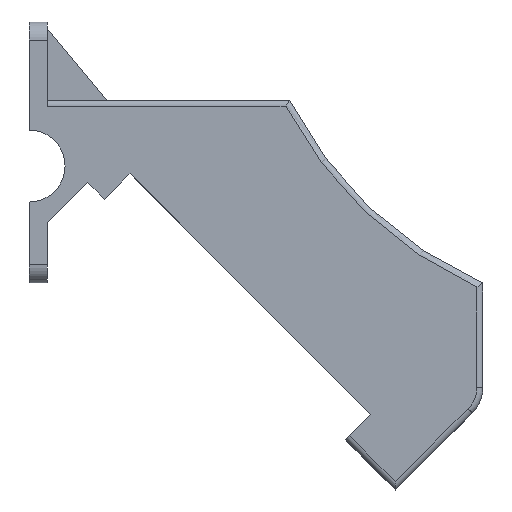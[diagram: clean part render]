
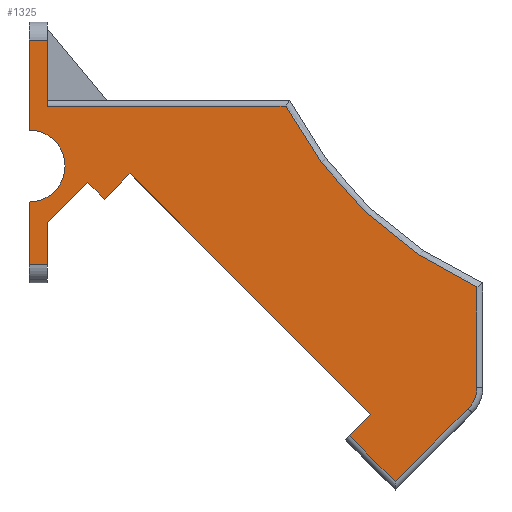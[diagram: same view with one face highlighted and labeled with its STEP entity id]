
A CAD part, front view. The second image highlights one B-rep face of the part: STEP entity #1325.
In plain terms, the highlighted planar face has unit normal (0, -1, 0).
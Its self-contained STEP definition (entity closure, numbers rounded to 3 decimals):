
#70 = CARTESIAN_POINT ( 'NONE',  ( -101.348, 0., 665.318 ) ) ;
#101 = ORIENTED_EDGE ( 'NONE', *, *, #1470, .F. ) ;
#108 = EDGE_CURVE ( 'NONE', #290, #912, #2124, .T. ) ;
#109 = VECTOR ( 'NONE', #1351, 1000. ) ;
#114 = LINE ( 'NONE', #2006, #848 ) ;
#128 = DIRECTION ( 'NONE',  ( 0., 0., -1. ) ) ;
#142 = LINE ( 'NONE', #374, #1297 ) ;
#172 = CARTESIAN_POINT ( 'NONE',  ( -43.332, 0., 622.218 ) ) ;
#198 = VECTOR ( 'NONE', #443, 1000. ) ;
#202 = CARTESIAN_POINT ( 'NONE',  ( -91.769, 0., 669.24 ) ) ;
#212 = ORIENTED_EDGE ( 'NONE', *, *, #863, .F. ) ;
#233 = LINE ( 'NONE', #1546, #936 ) ;
#246 = DIRECTION ( 'NONE',  ( 0., 1., 0. ) ) ;
#258 = CARTESIAN_POINT ( 'NONE',  ( -29.715, 0., 649.994 ) ) ;
#279 = CARTESIAN_POINT ( 'NONE',  ( -87.526, 0., 673.483 ) ) ;
#290 = VERTEX_POINT ( 'NONE', #2146 ) ;
#291 = LINE ( 'NONE', #1985, #634 ) ;
#323 = EDGE_CURVE ( 'NONE', #1119, #290, #1361, .T. ) ;
#336 = ORIENTED_EDGE ( 'NONE', *, *, #789, .F. ) ;
#345 = VERTEX_POINT ( 'NONE', #2292 ) ;
#374 = CARTESIAN_POINT ( 'NONE',  ( -101.348, 0., 649.994 ) ) ;
#392 = VERTEX_POINT ( 'NONE', #2380 ) ;
#417 = VERTEX_POINT ( 'NONE', #1250 ) ;
#427 = CARTESIAN_POINT ( 'NONE',  ( -97.426, 0., 669.24 ) ) ;
#443 = DIRECTION ( 'NONE',  ( -0.707, 0., -0.707 ) ) ;
#444 = CARTESIAN_POINT ( 'NONE',  ( -60.915, 0., 684.791 ) ) ;
#452 = VERTEX_POINT ( 'NONE', #1809 ) ;
#474 = EDGE_LOOP ( 'NONE', ( #1817, #336, #899, #1984, #1938, #1750, #2373, #946, #957, #1314, #1839, #2262, #212, #101, #1658, #2181, #1328, #2417 ) ) ;
#510 = VECTOR ( 'NONE', #2330, 1000. ) ;
#539 = EDGE_CURVE ( 'NONE', #912, #1484, #142, .T. ) ;
#563 = CARTESIAN_POINT ( 'NONE',  ( -104.348, 0., 680.791 ) ) ;
#564 = DIRECTION ( 'NONE',  ( 0., 0., -1. ) ) ;
#587 = FACE_OUTER_BOUND ( 'NONE', #474, .T. ) ;
#611 = CARTESIAN_POINT ( 'NONE',  ( -104.348, 0., 658.318 ) ) ;
#628 = CARTESIAN_POINT ( 'NONE',  ( -101.348, 0., 649.994 ) ) ;
#629 = VECTOR ( 'NONE', #1217, 1000. ) ;
#634 = VECTOR ( 'NONE', #2378, 1000. ) ;
#635 = VERTEX_POINT ( 'NONE', #1510 ) ;
#668 = DIRECTION ( 'NONE',  ( 0., 0., 1. ) ) ;
#675 = AXIS2_PLACEMENT_3D ( 'NONE', #1185, #246, #1560 ) ;
#682 = LINE ( 'NONE', #258, #808 ) ;
#707 = DIRECTION ( 'NONE',  ( 1., 0., 0. ) ) ;
#731 = CARTESIAN_POINT ( 'NONE',  ( -89.648, 0., 668.533 ) ) ;
#733 = CARTESIAN_POINT ( 'NONE',  ( -61.529, 0., 684.791 ) ) ;
#777 = CIRCLE ( 'NONE', #1095, 5. ) ;
#789 = EDGE_CURVE ( 'NONE', #417, #1963, #233, .T. ) ;
#808 = VECTOR ( 'NONE', #128, 1000. ) ;
#836 = CARTESIAN_POINT ( 'NONE',  ( -104.348, 0., 649.994 ) ) ;
#841 = LINE ( 'NONE', #1596, #198 ) ;
#845 = CARTESIAN_POINT ( 'NONE',  ( -47.429, 0., 633.386 ) ) ;
#848 = VECTOR ( 'NONE', #2153, 1000. ) ;
#863 = EDGE_CURVE ( 'NONE', #2176, #2168, #969, .T. ) ;
#874 = CARTESIAN_POINT ( 'NONE',  ( -101.348, 0., 695.791 ) ) ;
#897 = LINE ( 'NONE', #1071, #2215 ) ;
#899 = ORIENTED_EDGE ( 'NONE', *, *, #1647, .F. ) ;
#912 = VERTEX_POINT ( 'NONE', #70 ) ;
#918 = EDGE_CURVE ( 'NONE', #392, #955, #1774, .T. ) ;
#936 = VECTOR ( 'NONE', #1906, 1000. ) ;
#946 = ORIENTED_EDGE ( 'NONE', *, *, #2209, .F. ) ;
#955 = VERTEX_POINT ( 'NONE', #874 ) ;
#957 = ORIENTED_EDGE ( 'NONE', *, *, #1924, .T. ) ;
#960 = VECTOR ( 'NONE', #1033, 1000. ) ;
#964 = EDGE_CURVE ( 'NONE', #1038, #1119, #897, .T. ) ;
#969 = LINE ( 'NONE', #836, #109 ) ;
#975 = PLANE ( 'NONE',  #675 ) ;
#1001 = CARTESIAN_POINT ( 'NONE',  ( -104.348, 0., 668.791 ) ) ;
#1017 = LINE ( 'NONE', #279, #960 ) ;
#1033 = DIRECTION ( 'NONE',  ( -0.707, 0., 0.707 ) ) ;
#1038 = VERTEX_POINT ( 'NONE', #1442 ) ;
#1066 = CARTESIAN_POINT ( 'NONE',  ( -34.715, 0., 637.906 ) ) ;
#1071 = CARTESIAN_POINT ( 'NONE',  ( -91.769, 0., 669.24 ) ) ;
#1095 = AXIS2_PLACEMENT_3D ( 'NONE', #1066, #1451, #2172 ) ;
#1112 = DIRECTION ( 'NONE',  ( 0., -1., 0. ) ) ;
#1119 = VERTEX_POINT ( 'NONE', #202 ) ;
#1185 = CARTESIAN_POINT ( 'NONE',  ( -649.994, 0., 649.994 ) ) ;
#1217 = DIRECTION ( 'NONE',  ( 1., 0., 0. ) ) ;
#1250 = CARTESIAN_POINT ( 'NONE',  ( -50.965, 0., 629.851 ) ) ;
#1296 = VERTEX_POINT ( 'NONE', #2428 ) ;
#1297 = VECTOR ( 'NONE', #564, 1000. ) ;
#1314 = ORIENTED_EDGE ( 'NONE', *, *, #918, .F. ) ;
#1325 = ADVANCED_FACE ( 'NONE', ( #587 ), #975, .F. ) ;
#1328 = ORIENTED_EDGE ( 'NONE', *, *, #323, .F. ) ;
#1337 = CARTESIAN_POINT ( 'NONE',  ( -90.355, 0., 667.826 ) ) ;
#1351 = DIRECTION ( 'NONE',  ( 0., 0., 1. ) ) ;
#1361 = LINE ( 'NONE', #1337, #510 ) ;
#1442 = CARTESIAN_POINT ( 'NONE',  ( -87.526, 0., 673.483 ) ) ;
#1444 = AXIS2_PLACEMENT_3D ( 'NONE', #2203, #1112, #707 ) ;
#1451 = DIRECTION ( 'NONE',  ( 0., -1., 0. ) ) ;
#1469 = CIRCLE ( 'NONE', #2424, 6. ) ;
#1470 = EDGE_CURVE ( 'NONE', #1484, #2176, #291, .T. ) ;
#1484 = VERTEX_POINT ( 'NONE', #1611 ) ;
#1487 = EDGE_CURVE ( 'NONE', #635, #2441, #841, .T. ) ;
#1510 = CARTESIAN_POINT ( 'NONE',  ( -31.18, 0., 634.37 ) ) ;
#1512 = EDGE_CURVE ( 'NONE', #2407, #2168, #1469, .T. ) ;
#1546 = CARTESIAN_POINT ( 'NONE',  ( -51.672, 0., 629.144 ) ) ;
#1560 = DIRECTION ( 'NONE',  ( 1., 0., 0. ) ) ;
#1584 = EDGE_CURVE ( 'NONE', #452, #1296, #682, .T. ) ;
#1596 = CARTESIAN_POINT ( 'NONE',  ( -332.775, 0., 332.775 ) ) ;
#1611 = CARTESIAN_POINT ( 'NONE',  ( -101.348, 0., 658.318 ) ) ;
#1647 = EDGE_CURVE ( 'NONE', #2441, #417, #2231, .T. ) ;
#1658 = ORIENTED_EDGE ( 'NONE', *, *, #539, .F. ) ;
#1661 = DIRECTION ( 'NONE',  ( -0.707, 0., 0.707 ) ) ;
#1665 = EDGE_CURVE ( 'NONE', #2452, #452, #2239, .T. ) ;
#1750 = ORIENTED_EDGE ( 'NONE', *, *, #1584, .F. ) ;
#1774 = LINE ( 'NONE', #2212, #629 ) ;
#1795 = VECTOR ( 'NONE', #1989, 1000. ) ;
#1802 = DIRECTION ( 'NONE',  ( -0.707, 0., -0.707 ) ) ;
#1809 = CARTESIAN_POINT ( 'NONE',  ( -29.715, 0., 654.652 ) ) ;
#1817 = ORIENTED_EDGE ( 'NONE', *, *, #2047, .F. ) ;
#1839 = ORIENTED_EDGE ( 'NONE', *, *, #1849, .F. ) ;
#1849 = EDGE_CURVE ( 'NONE', #2407, #392, #114, .T. ) ;
#1906 = DIRECTION ( 'NONE',  ( 0.707, 0., 0.707 ) ) ;
#1924 = EDGE_CURVE ( 'NONE', #345, #955, #2363, .T. ) ;
#1938 = ORIENTED_EDGE ( 'NONE', *, *, #2287, .T. ) ;
#1963 = VERTEX_POINT ( 'NONE', #845 ) ;
#1972 = DIRECTION ( 'NONE',  ( 1., 0., 0. ) ) ;
#1984 = ORIENTED_EDGE ( 'NONE', *, *, #1487, .F. ) ;
#1985 = CARTESIAN_POINT ( 'NONE',  ( -104.348, 0., 658.318 ) ) ;
#1989 = DIRECTION ( 'NONE',  ( -0.707, 0., -0.707 ) ) ;
#2006 = CARTESIAN_POINT ( 'NONE',  ( -104.348, 0., 649.994 ) ) ;
#2047 = EDGE_CURVE ( 'NONE', #1963, #1038, #1017, .T. ) ;
#2124 = LINE ( 'NONE', #427, #1795 ) ;
#2146 = CARTESIAN_POINT ( 'NONE',  ( -94.597, 0., 672.069 ) ) ;
#2153 = DIRECTION ( 'NONE',  ( 0., 0., 1. ) ) ;
#2158 = LINE ( 'NONE', #444, #2447 ) ;
#2168 = VERTEX_POINT ( 'NONE', #1001 ) ;
#2170 = DIRECTION ( 'NONE',  ( 0., 1., 0. ) ) ;
#2172 = DIRECTION ( 'NONE',  ( 1., 0., 0. ) ) ;
#2176 = VERTEX_POINT ( 'NONE', #611 ) ;
#2181 = ORIENTED_EDGE ( 'NONE', *, *, #108, .F. ) ;
#2203 = CARTESIAN_POINT ( 'NONE',  ( -2.733, 0., 714.994 ) ) ;
#2209 = EDGE_CURVE ( 'NONE', #345, #2452, #2158, .T. ) ;
#2212 = CARTESIAN_POINT ( 'NONE',  ( -101.348, 0., 695.791 ) ) ;
#2215 = VECTOR ( 'NONE', #1802, 1000. ) ;
#2231 = LINE ( 'NONE', #731, #2351 ) ;
#2239 = CIRCLE ( 'NONE', #1444, 66.1 ) ;
#2262 = ORIENTED_EDGE ( 'NONE', *, *, #1512, .T. ) ;
#2269 = VECTOR ( 'NONE', #668, 1000. ) ;
#2287 = EDGE_CURVE ( 'NONE', #635, #1296, #777, .T. ) ;
#2292 = CARTESIAN_POINT ( 'NONE',  ( -101.348, 0., 684.791 ) ) ;
#2330 = DIRECTION ( 'NONE',  ( -0.707, 0., 0.707 ) ) ;
#2350 = CARTESIAN_POINT ( 'NONE',  ( -104.348, 0., 674.791 ) ) ;
#2351 = VECTOR ( 'NONE', #1661, 1000. ) ;
#2363 = LINE ( 'NONE', #628, #2269 ) ;
#2373 = ORIENTED_EDGE ( 'NONE', *, *, #1665, .F. ) ;
#2378 = DIRECTION ( 'NONE',  ( -1., 0., 0. ) ) ;
#2380 = CARTESIAN_POINT ( 'NONE',  ( -104.348, 0., 695.791 ) ) ;
#2392 = DIRECTION ( 'NONE',  ( 1., 0., 0. ) ) ;
#2407 = VERTEX_POINT ( 'NONE', #563 ) ;
#2417 = ORIENTED_EDGE ( 'NONE', *, *, #964, .F. ) ;
#2424 = AXIS2_PLACEMENT_3D ( 'NONE', #2350, #2170, #2392 ) ;
#2428 = CARTESIAN_POINT ( 'NONE',  ( -29.715, 0., 637.906 ) ) ;
#2441 = VERTEX_POINT ( 'NONE', #172 ) ;
#2447 = VECTOR ( 'NONE', #1972, 1000. ) ;
#2452 = VERTEX_POINT ( 'NONE', #733 ) ;
